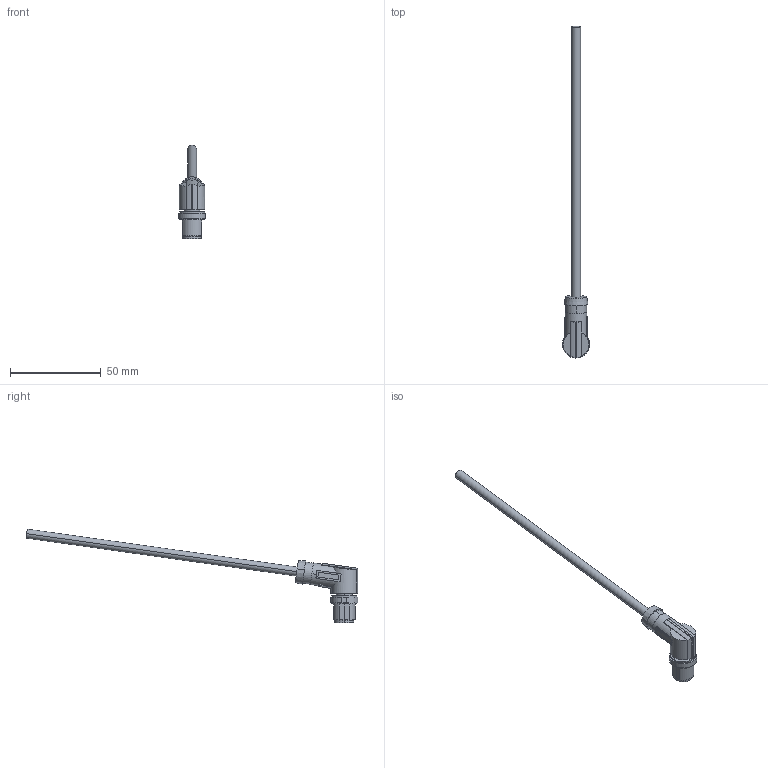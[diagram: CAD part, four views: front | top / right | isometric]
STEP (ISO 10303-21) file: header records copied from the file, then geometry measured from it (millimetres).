
FILE_DESCRIPTION (( 'STEP AP214' ), '1' );
FILE_NAME ('0E011457_mit Kabel.STEP', '2025-05-07T13:05:51', ( '' ), ( '' ), 'SwSTEP 2.0', 'SolidWorks 2024', '' );
FILE_SCHEMA (( 'AUTOMOTIVE_DESIGN' ));
Length unit declared in the file: millimetre
Products named in the file (3): SAC_4P_M12MR_SH-select_1; 0E011457(2); 0E011457_mit Kabel
Assembly tree (2 placements, depth 3):
  0E011457_mit Kabel
    0E011457(2)
      SAC_4P_M12MR_SH-select_1
Bounding box: 14.74 x 182.48 x 51.47 mm (x, y, z)
Volume: 8847.8 mm3; surface area: 5345.6 mm2
Topology: 1 solids, 1 shells, 266 faces, 721 edges, 478 vertices
Faces by surface type: plane 205, cylinder 55, cone 6
Entity records: 8838 total; most frequent: CARTESIAN_POINT 2056, ORIENTED_EDGE 1442, DIRECTION 1317, EDGE_CURVE 721, VECTOR 579, LINE 579, VERTEX_POINT 478, AXIS2_PLACEMENT_3D 369
